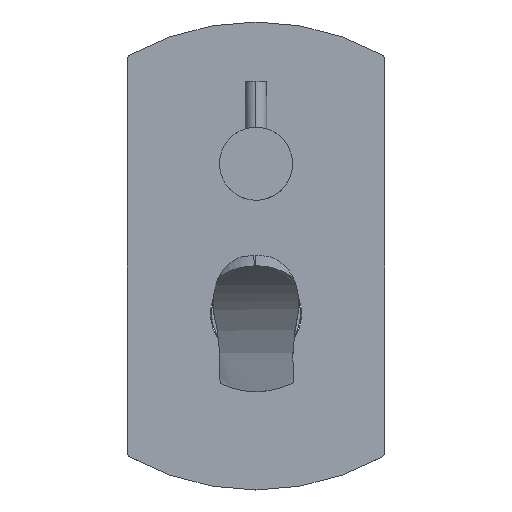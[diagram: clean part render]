
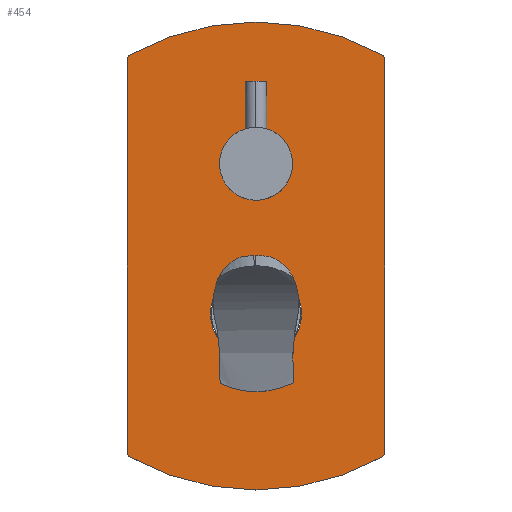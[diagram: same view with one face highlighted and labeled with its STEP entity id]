
A CAD part, top view. The second image highlights one B-rep face of the part: STEP entity #454.
In plain terms, the highlighted planar face has unit normal (0, 0, 1).
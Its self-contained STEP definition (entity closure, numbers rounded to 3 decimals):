
#99 = CIRCLE ( 'NONE', #4744, 21.25 ) ;
#212 = ORIENTED_EDGE ( 'NONE', *, *, #322, .T. ) ;
#234 = CIRCLE ( 'NONE', #4504, 21.25 ) ;
#319 = DIRECTION ( 'NONE',  ( 0., 0., 1. ) ) ;
#322 = EDGE_CURVE ( 'NONE', #4720, #1050, #2036, .T. ) ;
#354 = DIRECTION ( 'NONE',  ( 0., 0., 1. ) ) ;
#362 = DIRECTION ( 'NONE',  ( 0., 0., 1. ) ) ;
#364 = AXIS2_PLACEMENT_3D ( 'NONE', #3786, #354, #2264 ) ;
#454 = ADVANCED_FACE ( 'NONE', ( #2515, #4295, #483 ), #3697, .T. ) ;
#483 = FACE_OUTER_BOUND ( 'NONE', #3980, .T. ) ;
#494 = AXIS2_PLACEMENT_3D ( 'NONE', #1069, #4148, #1443 ) ;
#546 = DIRECTION ( 'NONE',  ( 1., 0., 0. ) ) ;
#580 = VERTEX_POINT ( 'NONE', #1837 ) ;
#586 = EDGE_LOOP ( 'NONE', ( #1565, #3630 ) ) ;
#644 = EDGE_CURVE ( 'NONE', #3863, #3690, #3285, .T. ) ;
#661 = CARTESIAN_POINT ( 'NONE',  ( 0., 0., 2. ) ) ;
#756 = DIRECTION ( 'NONE',  ( 0., 0., 1. ) ) ;
#762 = AXIS2_PLACEMENT_3D ( 'NONE', #3763, #362, #2253 ) ;
#770 = DIRECTION ( 'NONE',  ( 1., 0., 0. ) ) ;
#783 = DIRECTION ( 'NONE',  ( 0.012, 1., 0. ) ) ;
#786 = LINE ( 'NONE', #2613, #4680 ) ;
#796 = ORIENTED_EDGE ( 'NONE', *, *, #1107, .T. ) ;
#811 = CARTESIAN_POINT ( 'NONE',  ( 139.877, 76.83, 2. ) ) ;
#832 = AXIS2_PLACEMENT_3D ( 'NONE', #1755, #2909, #4388 ) ;
#895 = AXIS2_PLACEMENT_3D ( 'NONE', #4238, #4201, #1543 ) ;
#903 = DIRECTION ( 'NONE',  ( 0., 0., 1. ) ) ;
#905 = CIRCLE ( 'NONE', #364, 12.5 ) ;
#906 = VERTEX_POINT ( 'NONE', #811 ) ;
#1008 = ORIENTED_EDGE ( 'NONE', *, *, #2886, .T. ) ;
#1013 = ORIENTED_EDGE ( 'NONE', *, *, #3550, .T. ) ;
#1050 = VERTEX_POINT ( 'NONE', #4041 ) ;
#1069 = CARTESIAN_POINT ( 'NONE',  ( 79.878, 158.117, 2. ) ) ;
#1107 = EDGE_CURVE ( 'NONE', #3690, #3085, #1254, .T. ) ;
#1214 = CARTESIAN_POINT ( 'NONE',  ( 138.861, 262.621, 2. ) ) ;
#1254 = CIRCLE ( 'NONE', #832, 120. ) ;
#1288 = CARTESIAN_POINT ( 'NONE',  ( 20.895, 75.138, 2. ) ) ;
#1443 = DIRECTION ( 'NONE',  ( 1., 0., 0. ) ) ;
#1459 = DIRECTION ( 'NONE',  ( 1., 0., 0. ) ) ;
#1466 = DIRECTION ( 'NONE',  ( 0., -1., 0. ) ) ;
#1475 = DIRECTION ( 'NONE',  ( 1., 0., 0. ) ) ;
#1543 = DIRECTION ( 'NONE',  ( 1., 0., 0. ) ) ;
#1546 = CIRCLE ( 'NONE', #494, 120. ) ;
#1565 = ORIENTED_EDGE ( 'NONE', *, *, #1871, .F. ) ;
#1688 = DIRECTION ( 'NONE',  ( 0., 0., 1. ) ) ;
#1694 = CARTESIAN_POINT ( 'NONE',  ( 19.878, 0., 2. ) ) ;
#1743 = ORIENTED_EDGE ( 'NONE', *, *, #3867, .F. ) ;
#1752 = DIRECTION ( 'NONE',  ( 0., -1., 0. ) ) ;
#1755 = CARTESIAN_POINT ( 'NONE',  ( 79.878, 179.641, 2. ) ) ;
#1837 = CARTESIAN_POINT ( 'NONE',  ( 101.128, 141.879, 2. ) ) ;
#1871 = EDGE_CURVE ( 'NONE', #4853, #2488, #905, .T. ) ;
#1952 = EDGE_CURVE ( 'NONE', #2672, #4893, #786, .T. ) ;
#2018 = CARTESIAN_POINT ( 'NONE',  ( 137.878, 260.879, 2. ) ) ;
#2036 = CIRCLE ( 'NONE', #895, 2. ) ;
#2047 = DIRECTION ( 'NONE',  ( 1., 0., 0. ) ) ;
#2050 = CARTESIAN_POINT ( 'NONE',  ( 20.895, 262.621, 2. ) ) ;
#2054 = DIRECTION ( 'NONE',  ( 1., 0., 0. ) ) ;
#2076 = EDGE_LOOP ( 'NONE', ( #1743, #4558 ) ) ;
#2117 = VERTEX_POINT ( 'NONE', #3932 ) ;
#2253 = DIRECTION ( 'NONE',  ( 1., 0., 0. ) ) ;
#2264 = DIRECTION ( 'NONE',  ( 1., 0., 0. ) ) ;
#2272 = CARTESIAN_POINT ( 'NONE',  ( 139.878, 76.879, 2. ) ) ;
#2301 = CARTESIAN_POINT ( 'NONE',  ( 138.913, -1.706, 2. ) ) ;
#2484 = ORIENTED_EDGE ( 'NONE', *, *, #4450, .T. ) ;
#2488 = VERTEX_POINT ( 'NONE', #2594 ) ;
#2515 = FACE_BOUND ( 'NONE', #2076, .T. ) ;
#2594 = CARTESIAN_POINT ( 'NONE',  ( 92.378, 211.879, 2. ) ) ;
#2613 = CARTESIAN_POINT ( 'NONE',  ( 139.878, 0., 2. ) ) ;
#2672 = VERTEX_POINT ( 'NONE', #4878 ) ;
#2688 = CIRCLE ( 'NONE', #4073, 2. ) ;
#2707 = ORIENTED_EDGE ( 'NONE', *, *, #1952, .F. ) ;
#2886 = EDGE_CURVE ( 'NONE', #906, #4893, #4810, .T. ) ;
#2909 = DIRECTION ( 'NONE',  ( 0., 0., 1. ) ) ;
#2989 = VERTEX_POINT ( 'NONE', #1214 ) ;
#3024 = CARTESIAN_POINT ( 'NONE',  ( 67.378, 211.879, 2. ) ) ;
#3085 = VERTEX_POINT ( 'NONE', #4889 ) ;
#3139 = ORIENTED_EDGE ( 'NONE', *, *, #4864, .T. ) ;
#3143 = CARTESIAN_POINT ( 'NONE',  ( 79.878, 211.879, 2. ) ) ;
#3192 = ORIENTED_EDGE ( 'NONE', *, *, #644, .T. ) ;
#3285 = CIRCLE ( 'NONE', #3411, 2. ) ;
#3407 = VECTOR ( 'NONE', #783, 1000. ) ;
#3411 = AXIS2_PLACEMENT_3D ( 'NONE', #3748, #319, #1459 ) ;
#3520 = EDGE_CURVE ( 'NONE', #2488, #4853, #4287, .T. ) ;
#3550 = EDGE_CURVE ( 'NONE', #2672, #2989, #2688, .T. ) ;
#3630 = ORIENTED_EDGE ( 'NONE', *, *, #3520, .F. ) ;
#3643 = CIRCLE ( 'NONE', #762, 2. ) ;
#3647 = EDGE_CURVE ( 'NONE', #1050, #3863, #4671, .T. ) ;
#3690 = VERTEX_POINT ( 'NONE', #1288 ) ;
#3697 = PLANE ( 'NONE',  #3847 ) ;
#3748 = CARTESIAN_POINT ( 'NONE',  ( 21.878, 76.879, 2. ) ) ;
#3763 = CARTESIAN_POINT ( 'NONE',  ( 137.878, 76.879, 2. ) ) ;
#3786 = CARTESIAN_POINT ( 'NONE',  ( 79.878, 211.879, 2. ) ) ;
#3803 = CARTESIAN_POINT ( 'NONE',  ( 79.878, 141.879, 2. ) ) ;
#3847 = AXIS2_PLACEMENT_3D ( 'NONE', #661, #4451, #1475 ) ;
#3863 = VERTEX_POINT ( 'NONE', #4511 ) ;
#3867 = EDGE_CURVE ( 'NONE', #2117, #580, #234, .T. ) ;
#3932 = CARTESIAN_POINT ( 'NONE',  ( 58.628, 141.879, 2. ) ) ;
#3957 = DIRECTION ( 'NONE',  ( 0., 0., 1. ) ) ;
#3980 = EDGE_LOOP ( 'NONE', ( #2484, #212, #4369, #3192, #796, #3139, #1008, #2707, #1013 ) ) ;
#4041 = CARTESIAN_POINT ( 'NONE',  ( 19.878, 260.879, 2. ) ) ;
#4073 = AXIS2_PLACEMENT_3D ( 'NONE', #2018, #903, #546 ) ;
#4147 = EDGE_CURVE ( 'NONE', #580, #2117, #99, .T. ) ;
#4148 = DIRECTION ( 'NONE',  ( 0., 0., 1. ) ) ;
#4193 = AXIS2_PLACEMENT_3D ( 'NONE', #3143, #3957, #2047 ) ;
#4201 = DIRECTION ( 'NONE',  ( 0., 0., 1. ) ) ;
#4238 = CARTESIAN_POINT ( 'NONE',  ( 21.878, 260.879, 2. ) ) ;
#4287 = CIRCLE ( 'NONE', #4193, 12.5 ) ;
#4295 = FACE_BOUND ( 'NONE', #586, .T. ) ;
#4317 = CARTESIAN_POINT ( 'NONE',  ( 79.878, 141.879, 2. ) ) ;
#4369 = ORIENTED_EDGE ( 'NONE', *, *, #3647, .T. ) ;
#4388 = DIRECTION ( 'NONE',  ( 1., 0., 0. ) ) ;
#4450 = EDGE_CURVE ( 'NONE', #2989, #4720, #1546, .T. ) ;
#4451 = DIRECTION ( 'NONE',  ( 0., 0., 1. ) ) ;
#4504 = AXIS2_PLACEMENT_3D ( 'NONE', #3803, #756, #770 ) ;
#4511 = CARTESIAN_POINT ( 'NONE',  ( 19.878, 76.879, 2. ) ) ;
#4558 = ORIENTED_EDGE ( 'NONE', *, *, #4147, .F. ) ;
#4671 = LINE ( 'NONE', #1694, #4802 ) ;
#4680 = VECTOR ( 'NONE', #1466, 1000. ) ;
#4720 = VERTEX_POINT ( 'NONE', #2050 ) ;
#4744 = AXIS2_PLACEMENT_3D ( 'NONE', #4317, #1688, #2054 ) ;
#4802 = VECTOR ( 'NONE', #1752, 1000. ) ;
#4810 = LINE ( 'NONE', #2301, #3407 ) ;
#4853 = VERTEX_POINT ( 'NONE', #3024 ) ;
#4864 = EDGE_CURVE ( 'NONE', #3085, #906, #3643, .T. ) ;
#4878 = CARTESIAN_POINT ( 'NONE',  ( 139.878, 260.879, 2. ) ) ;
#4889 = CARTESIAN_POINT ( 'NONE',  ( 138.861, 75.138, 2. ) ) ;
#4893 = VERTEX_POINT ( 'NONE', #2272 ) ;
